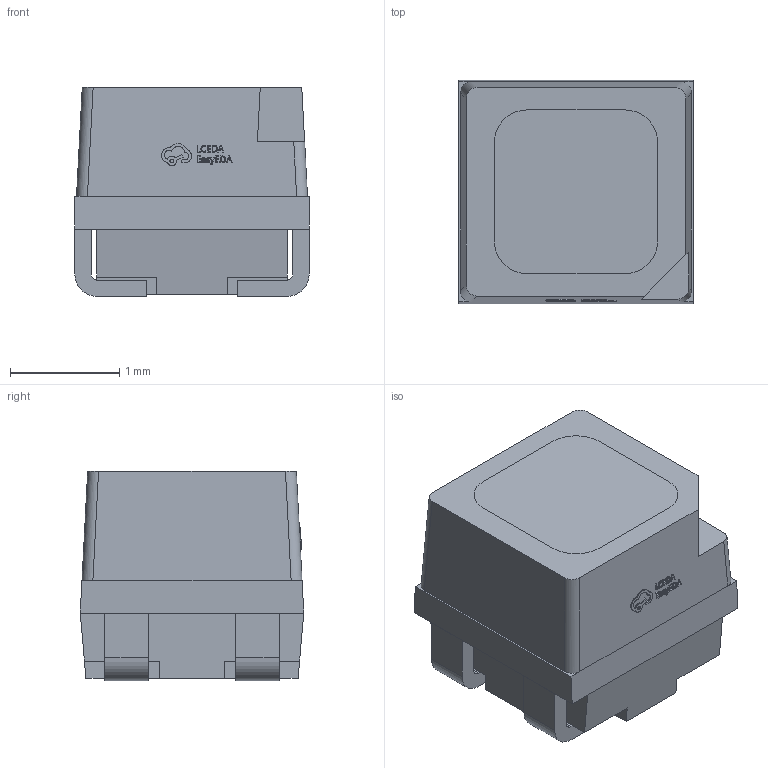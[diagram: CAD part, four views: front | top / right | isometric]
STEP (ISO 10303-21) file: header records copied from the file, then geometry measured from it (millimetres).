
FILE_DESCRIPTION (( 'STEP AP214' ), '1' );
FILE_NAME ('LED-ARRAY-SMD_4P-L2.2-W2.1-BR-RD.step', '2022-07-08T11:18:54', ( '' ), ( '' ), 'SwSTEP 2.0', 'SolidWorks 2020', '' );
FILE_SCHEMA (( 'AUTOMOTIVE_DESIGN' ));
Length unit declared in the file: millimetre
Products named in the file (1): LED-ARRAY-SMD_4P-L2.2-W2.1-BR-RD
Bounding box: 2.15 x 2.05 x 1.92 mm (x, y, z)
Volume: 7.4 mm3; surface area: 43.6 mm2
Topology: 6 solids, 6 shells, 378 faces, 1009 edges, 670 vertices
Faces by surface type: plane 246, bspline 112, cylinder 20
Entity records: 17090 total; most frequent: CARTESIAN_POINT 4186, ORIENTED_EDGE 2018, DIRECTION 1339, EDGE_CURVE 1009, LINE 741, VECTOR 741, VERTEX_POINT 670, EDGE_LOOP 405
